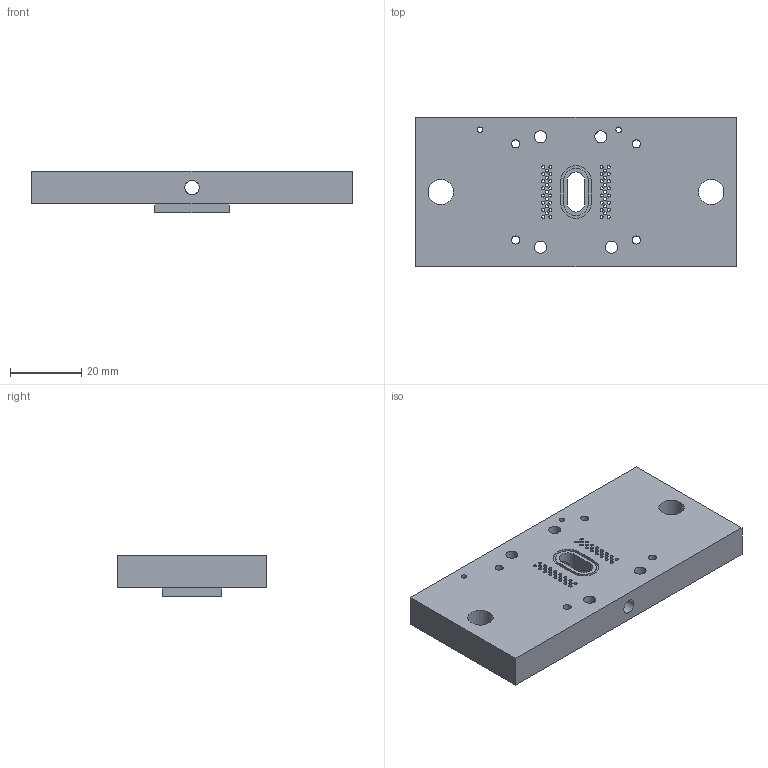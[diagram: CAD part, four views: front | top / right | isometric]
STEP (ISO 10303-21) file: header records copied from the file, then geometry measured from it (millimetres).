
FILE_DESCRIPTION(('FreeCAD Model'),'2;1');
FILE_NAME('probe_block_combined01.step', '2017-03-22T21:54:16',('Author'),(''), 'Open CASCADE STEP processor 6.8','FreeCAD','Unknown');
FILE_SCHEMA(('AUTOMOTIVE_DESIGN_CC2 { 1 2 10303 214 -1 1 5 4 }'));
Length unit declared in the file: millimetre
Products named in the file (1): probe_holes_bot
Bounding box: 90 x 42 x 11.7 mm (x, y, z)
Volume: 32966.2 mm3; surface area: 13339 mm2
Topology: 1 solids, 1 shells, 187 faces, 404 edges, 270 vertices
Faces by surface type: cylinder 116, plane 71
Full cylindrical faces by diameter (mm): 0.88 x46, 1.08 x46, 1.54 x2, 2.26 x4, 3.4 x4, 4.039 x2, 7.112 x2
Entity records: 11464 total; most frequent: CARTESIAN_POINT 2616, DIRECTION 1745, ORIENTED_EDGE 808, PCURVE 808, DEFINITIONAL_REPRESENTATION 808, LINE 736, VECTOR 736, AXIS2_PLACEMENT_3D 418
